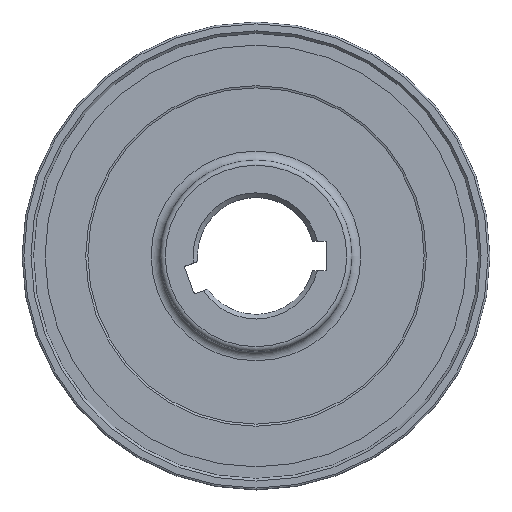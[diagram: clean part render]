
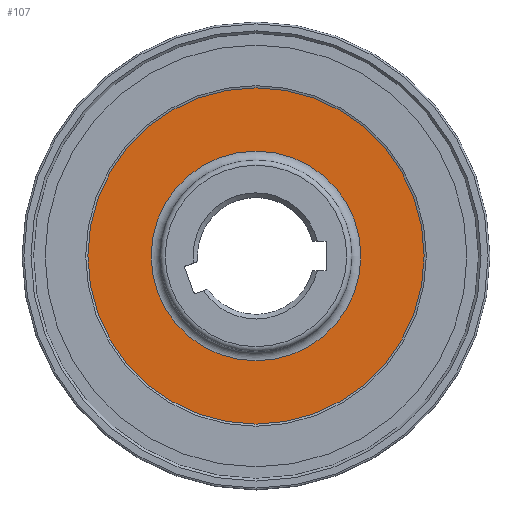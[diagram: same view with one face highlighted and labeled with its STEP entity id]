
A CAD part, top view. The second image highlights one B-rep face of the part: STEP entity #107.
In plain terms, the highlighted planar face has unit normal (0, 0, 1).
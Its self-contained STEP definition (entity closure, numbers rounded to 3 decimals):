
#107=ADVANCED_FACE('',(#219,#220),#134,.F.);
#134=PLANE('',#696);
#219=FACE_BOUND('',#275,.T.);
#220=FACE_BOUND('',#276,.T.);
#275=EDGE_LOOP('',(#381));
#276=EDGE_LOOP('',(#382));
#381=ORIENTED_EDGE('',*,*,#562,.F.);
#382=ORIENTED_EDGE('',*,*,#561,.T.);
#497=VERTEX_POINT('',#1073);
#498=VERTEX_POINT('',#1076);
#561=EDGE_CURVE('',#497,#497,#609,.T.);
#562=EDGE_CURVE('',#498,#498,#610,.T.);
#609=CIRCLE('',#693,22.764);
#610=CIRCLE('',#695,36.508);
#693=AXIS2_PLACEMENT_3D('',#1072,#844,#845);
#695=AXIS2_PLACEMENT_3D('',#1075,#848,#849);
#696=AXIS2_PLACEMENT_3D('',#1077,#850,#851);
#844=DIRECTION('',(0.,0.,-1.));
#845=DIRECTION('',(-1.,0.,0.));
#848=DIRECTION('',(0.,0.,-1.));
#849=DIRECTION('',(-1.,0.,0.));
#850=DIRECTION('',(0.,0.,-1.));
#851=DIRECTION('',(1.,0.,0.));
#1072=CARTESIAN_POINT('',(0.,0.,-2.469));
#1073=CARTESIAN_POINT('',(-22.764,0.,-2.469));
#1075=CARTESIAN_POINT('',(0.,0.,-2.469));
#1076=CARTESIAN_POINT('',(-36.508,0.,-2.469));
#1077=CARTESIAN_POINT('',(0.,22.764,-2.469));
